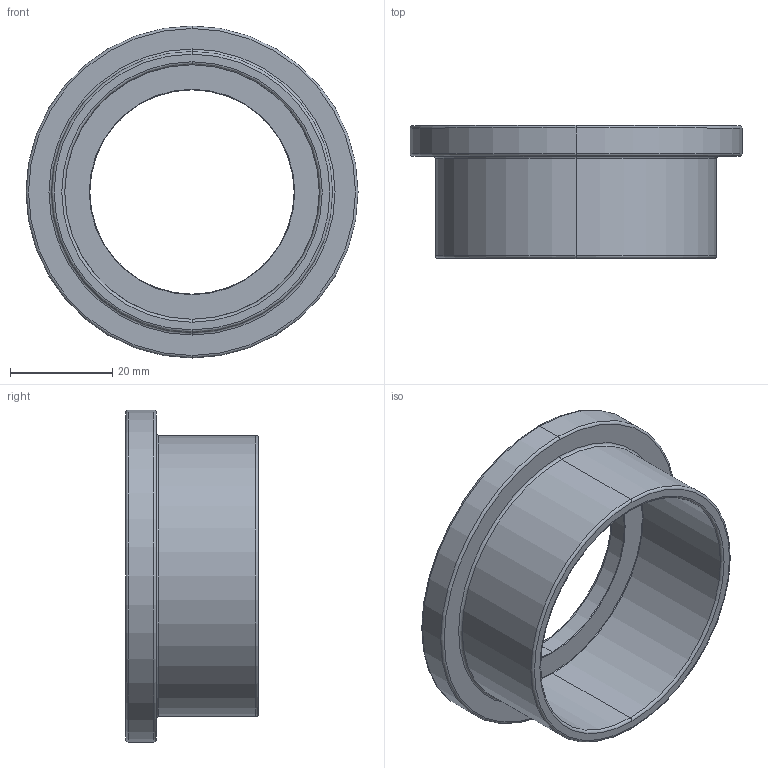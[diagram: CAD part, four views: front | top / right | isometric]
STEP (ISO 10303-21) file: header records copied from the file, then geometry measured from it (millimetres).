
FILE_DESCRIPTION (( 'STEP AP203' ), '1' );
FILE_NAME ('190520027-P072.STEP', '2019-12-11T09:52:20', ( '' ), ( '' ), 'SwSTEP 2.0', 'SolidWorks 2018', '' );
FILE_SCHEMA (( 'CONFIG_CONTROL_DESIGN' ));
Length unit declared in the file: millimetre
Products named in the file (1): 190520027-P072
Bounding box: 65 x 26 x 65 mm (x, y, z)
Volume: 19166 mm3; surface area: 12528.1 mm2
Topology: 1 solids, 1 shells, 28 faces, 56 edges, 32 vertices
Faces by surface type: torus 16, cylinder 8, plane 4
Entity records: 821 total; most frequent: DIRECTION 162, CARTESIAN_POINT 117, ORIENTED_EDGE 112, AXIS2_PLACEMENT_3D 77, EDGE_CURVE 56, CIRCLE 48, EDGE_LOOP 32, VERTEX_POINT 32
